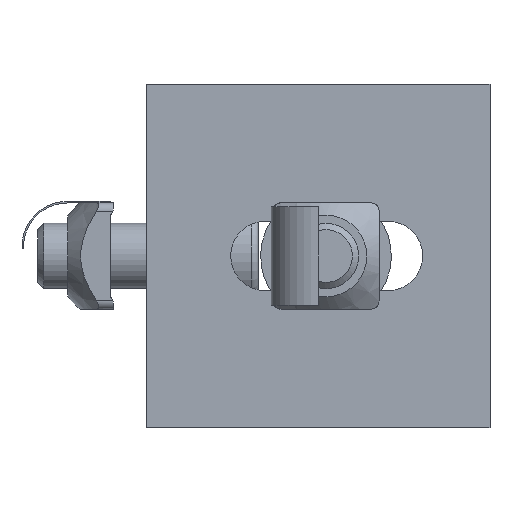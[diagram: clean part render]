
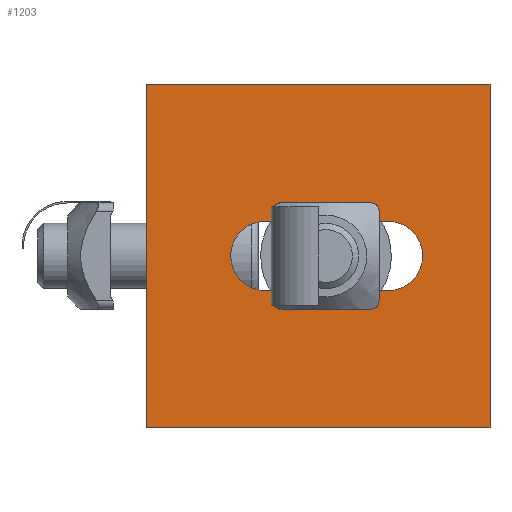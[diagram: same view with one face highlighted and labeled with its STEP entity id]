
A CAD part, front view. The second image highlights one B-rep face of the part: STEP entity #1203.
In plain terms, the highlighted planar face has unit normal (0, -1, 0).
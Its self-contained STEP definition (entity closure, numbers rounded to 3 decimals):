
#90=FACE_BOUND('',#235,.T.);
#102=CIRCLE('',#1362,4.25);
#104=CIRCLE('',#1366,4.25);
#165=FACE_OUTER_BOUND('',#234,.T.);
#234=EDGE_LOOP('',(#888,#889,#890,#891));
#235=EDGE_LOOP('',(#892,#893,#894,#895));
#300=LINE('',#1857,#412);
#305=LINE('',#1871,#417);
#323=LINE('',#1911,#435);
#330=LINE('',#1925,#442);
#335=LINE('',#1935,#447);
#336=LINE('',#1936,#448);
#412=VECTOR('',#1502,10.);
#417=VECTOR('',#1515,10.);
#435=VECTOR('',#1549,10.);
#442=VECTOR('',#1562,10.);
#447=VECTOR('',#1571,10.);
#448=VECTOR('',#1572,10.);
#524=VERTEX_POINT('',#1855);
#525=VERTEX_POINT('',#1856);
#528=VERTEX_POINT('',#1864);
#530=VERTEX_POINT('',#1870);
#543=VERTEX_POINT('',#1908);
#544=VERTEX_POINT('',#1910);
#548=VERTEX_POINT('',#1924);
#551=VERTEX_POINT('',#1934);
#642=EDGE_CURVE('',#524,#525,#300,.T.);
#646=EDGE_CURVE('',#525,#528,#102,.T.);
#649=EDGE_CURVE('',#528,#530,#305,.T.);
#652=EDGE_CURVE('',#530,#524,#104,.T.);
#669=EDGE_CURVE('',#543,#544,#323,.T.);
#676=EDGE_CURVE('',#548,#544,#330,.T.);
#681=EDGE_CURVE('',#543,#551,#335,.T.);
#682=EDGE_CURVE('',#548,#551,#336,.T.);
#888=ORIENTED_EDGE('',*,*,#681,.T.);
#889=ORIENTED_EDGE('',*,*,#682,.F.);
#890=ORIENTED_EDGE('',*,*,#676,.T.);
#891=ORIENTED_EDGE('',*,*,#669,.F.);
#892=ORIENTED_EDGE('',*,*,#649,.T.);
#893=ORIENTED_EDGE('',*,*,#652,.T.);
#894=ORIENTED_EDGE('',*,*,#642,.T.);
#895=ORIENTED_EDGE('',*,*,#646,.T.);
#1156=PLANE('',#1377);
#1203=ADVANCED_FACE('',(#165,#90),#1156,.T.);
#1362=AXIS2_PLACEMENT_3D('',#1865,#1508,#1509);
#1366=AXIS2_PLACEMENT_3D('',#1876,#1520,#1521);
#1377=AXIS2_PLACEMENT_3D('',#1933,#1569,#1570);
#1502=DIRECTION('',(1.,0.,0.));
#1508=DIRECTION('center_axis',(0.,1.,0.));
#1509=DIRECTION('ref_axis',(0.,0.,1.));
#1515=DIRECTION('',(-1.,0.,0.));
#1520=DIRECTION('center_axis',(0.,1.,0.));
#1521=DIRECTION('ref_axis',(0.,0.,-1.));
#1549=DIRECTION('',(0.,0.,-1.));
#1562=DIRECTION('',(1.,0.,0.));
#1569=DIRECTION('center_axis',(0.,-1.,0.));
#1570=DIRECTION('ref_axis',(0.,0.,-1.));
#1571=DIRECTION('',(-1.,0.,0.));
#1572=DIRECTION('',(0.,0.,1.));
#1855=CARTESIAN_POINT('',(14.5,0.,4.258));
#1856=CARTESIAN_POINT('',(29.5,0.,4.258));
#1857=CARTESIAN_POINT('',(28.25,0.,4.258));
#1864=CARTESIAN_POINT('',(29.5,0.,-4.242));
#1865=CARTESIAN_POINT('Origin',(29.5,0.,0.008));
#1870=CARTESIAN_POINT('',(14.5,0.,-4.242));
#1871=CARTESIAN_POINT('',(35.75,0.,-4.242));
#1876=CARTESIAN_POINT('Origin',(14.5,0.,0.008));
#1908=CARTESIAN_POINT('',(42.,0.,21.));
#1910=CARTESIAN_POINT('',(42.,0.,-21.));
#1911=CARTESIAN_POINT('',(42.,0.,0.));
#1924=CARTESIAN_POINT('',(0.,0.,-21.));
#1925=CARTESIAN_POINT('',(42.,0.,-21.));
#1933=CARTESIAN_POINT('Origin',(42.,0.,0.));
#1934=CARTESIAN_POINT('',(0.,0.,21.));
#1935=CARTESIAN_POINT('',(42.,0.,21.));
#1936=CARTESIAN_POINT('',(0.,0.,0.));
